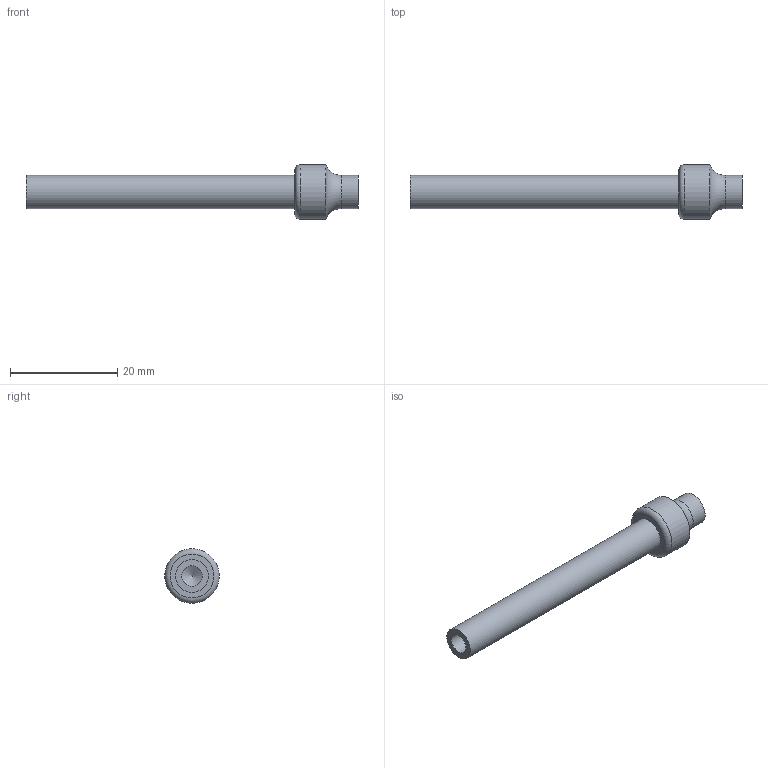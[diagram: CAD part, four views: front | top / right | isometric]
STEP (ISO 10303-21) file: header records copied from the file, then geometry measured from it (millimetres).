
FILE_DESCRIPTION(/* description */ (''),/* implementation_level */ '2;1');
FILE_NAME(/* name */ 'stick.step',/* time_stamp */ '2025-08-23T12:19:45-04:00',/* author */ (''),/* organization */ (''),/* preprocessor_version */ 'ST-DEVELOPER v20.1',/* originating_system */ 'Autodesk Translation Framework v14.10.0.0',/* authorisation */ '');
FILE_SCHEMA (('AUTOMOTIVE_DESIGN { 1 0 10303 214 3 1 1 }'));
Length unit declared in the file: millimetre
Products named in the file (1): FusionComponent
Bounding box: 62 x 10.2 x 10.2 mm (x, y, z)
Volume: 1599.6 mm3; surface area: 2037.1 mm2
Topology: 1 solids, 1 shells, 12 faces, 23 edges, 14 vertices
Faces by surface type: cylinder 5, plane 3, torus 2, cone 2
Full cylindrical faces by diameter (mm): 3.8 x2, 6.2 x2, 10.2 x1
Entity records: 339 total; most frequent: DIRECTION 61, CARTESIAN_POINT 48, ORIENTED_EDGE 42, AXIS2_PLACEMENT_3D 27, EDGE_CURVE 21, EDGE_LOOP 15, CIRCLE 14, VERTEX_POINT 14
